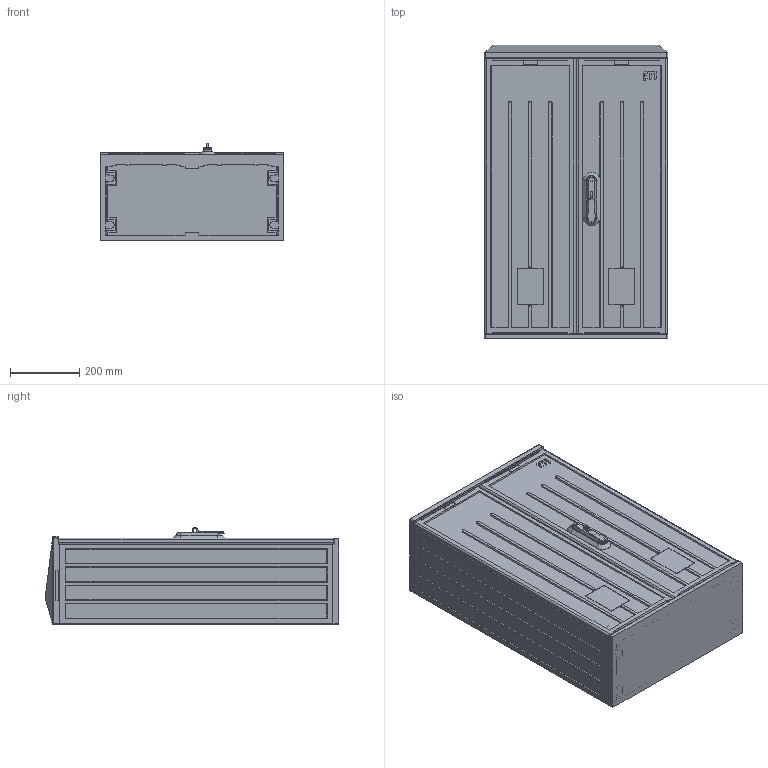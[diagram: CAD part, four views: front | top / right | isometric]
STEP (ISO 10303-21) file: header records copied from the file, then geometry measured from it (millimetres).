
FILE_DESCRIPTION((''),'2;1');
FILE_NAME('ASM9493_ASM','2021-05-05T',('marketing.praksa'),('Audax d.o.o.'),'CREO PARAMETRIC BY PTC INC, 2017480','CREO PARAMETRIC BY PTC INC, 2017480','');
FILE_SCHEMA(('AUTOMOTIVE_DESIGN { 1 0 10303 214 1 1 1 1 }'));
Products named in the file (43): SZAFKA_OT-PLECY_26-80_BL_1; BLOKADA-B_DETAL_1; WKR_T_K_1; SZAFKA_OT-BOK_80_L_1; PODK_ADKA_5_3-14_1; SZAFKA_OT-BOK_KPL_80_LD_1_ASM; PRT0132; ASM0093_ASM; SZAFKA_OT-CE_WKA_80_D_1; SZAFKA_OT-D___I_DASZEK_P_A-33_1; SZAFKA_OT-D___I_DASZEK_P_-666_1_ASM; SZAFKA_OT-DASZEK_SKO_NY_SD-53_1; ZAWIAS_G_RA_1; SZAFKA_OT-DRZWI_LZ-26-80_1; ZAWIAS_D___1; SZAFKA_OT-DRZWI_KPL_26-80_LZ_1_ASM; ZAMEK_LISTWA_DOLNA_80_1; ZAWIAS_D__; ZAMEK_LISTWA_G_RNA_80_1; PRT9493; ZAWIAS_G_RA; ZAMEK_ZAKR_TKA_1; NAKR_TKA_12-KT_1; ZAMEK_ZAPADKA_1; ZAMEK_KO_EK_1; _RUBA_6-KT_M6-10_1; ZAMEK_OS_ONKA_1; CZ___1_ZAMEK_KPL_1; PODK-ZACISKOWA_O_6_1; ZAMEK_UCHWYT_1; ZAMEK_KORPUS_1; ZAMEK_UCHO_1; PODK_ADKA_6_4-18_1; ZAMEK_O__1; ZAMEK_KPL_P_1_ASM; SZAFKA_OT-DRZWI_KPL_26-80_P_1_ASM; SZAFKA_OT-PLECY_26-80_BP_1; SZAFKA_OT-D___I_DASZEK_P_-329_1; SZAFKA_OT-D___I_DASZEK_P_-229_1_ASM; SZAFKA_OT-BOK_80_P_1 ...
Assembly tree (42 placements, depth 4):
  ASM9493_ASM
    SZAFKA_OT-PLECY_26-80_BL_1
    SZAFKA_OT-BOK_KPL_80_LD_1_ASM
      BLOKADA-B_DETAL_1
      WKR_T_K_1
      SZAFKA_OT-BOK_80_L_1
      PODK_ADKA_5_3-14_1
    ASM0093_ASM
      PRT0132
    SZAFKA_OT-CE_WKA_80_D_1
    SZAFKA_OT-D___I_DASZEK_P_-666_1_ASM
      SZAFKA_OT-D___I_DASZEK_P_A-33_1
    SZAFKA_OT-DASZEK_SKO_NY_SD-53_1
    SZAFKA_OT-DRZWI_KPL_26-80_LZ_1_ASM
      ZAWIAS_G_RA_1
      SZAFKA_OT-DRZWI_LZ-26-80_1
      ZAWIAS_D___1
    SZAFKA_OT-DRZWI_KPL_26-80_P_1_ASM
      ZAMEK_LISTWA_DOLNA_80_1
      ZAWIAS_D__
      ZAMEK_LISTWA_G_RNA_80_1
      PRT9493
      ZAWIAS_G_RA
      ZAMEK_KPL_P_1_ASM
        ZAMEK_ZAKR_TKA_1
        NAKR_TKA_12-KT_1
        ZAMEK_ZAPADKA_1
        ZAMEK_KO_EK_1
        _RUBA_6-KT_M6-10_1
        ZAMEK_OS_ONKA_1
        CZ___1_ZAMEK_KPL_1
        PODK-ZACISKOWA_O_6_1
        ZAMEK_UCHWYT_1
        ZAMEK_KORPUS_1
        ZAMEK_UCHO_1
        PODK_ADKA_6_4-18_1
        ZAMEK_O__1
    SZAFKA_OT-PLECY_26-80_BP_1
    SZAFKA_OT-D___I_DASZEK_P_-229_1_ASM
      SZAFKA_OT-D___I_DASZEK_P_-329_1
    SZAFKA_OT-BOK_KPL_80_PD_1_ASM
      SZAFKA_OT-BOK_80_P_1
      BLOKADA-B_DETAL
Bounding box: 530 x 849 x 280.5 mm (x, y, z)
Volume: 9152663.3 mm3; surface area: 4217315.6 mm2
Topology: 36 solids, 36 shells, 3500 faces, 9426 edges, 6126 vertices
Faces by surface type: plane 1968, cylinder 936, cone 371, torus 124, bspline 74, sphere 19, revolution 8
Entity records: 170339 total; most frequent: CARTESIAN_POINT 26925, ORIENTED_EDGE 18752, DIRECTION 18087, PRESENTATION_STYLE_ASSIGNMENT 12920, STYLED_ITEM 12920, CURVE_STYLE 9384, EDGE_CURVE 9376, VERTEX_POINT 6126
